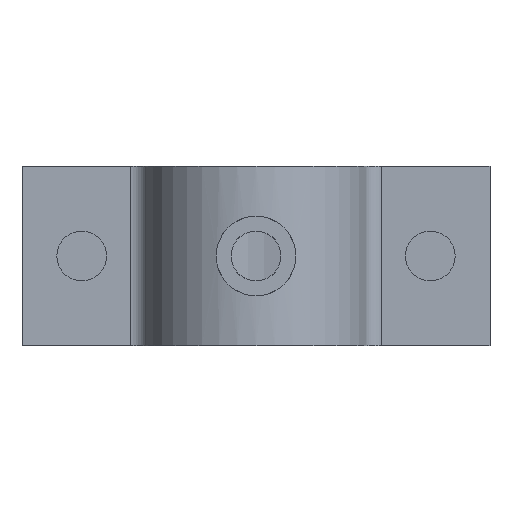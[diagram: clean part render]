
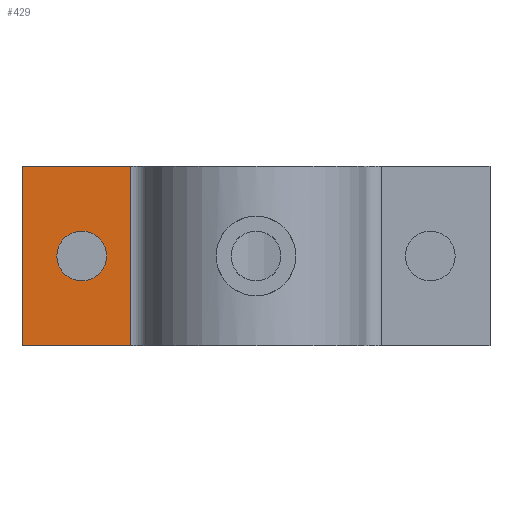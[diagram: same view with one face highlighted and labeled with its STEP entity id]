
A CAD part, front view. The second image highlights one B-rep face of the part: STEP entity #429.
In plain terms, the highlighted planar face has unit normal (0, -1, 0).
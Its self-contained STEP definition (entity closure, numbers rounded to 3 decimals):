
#70 = VERTEX_POINT ( 'NONE', #1111 ) ;
#85 = VERTEX_POINT ( 'NONE', #2194 ) ;
#243 = ORIENTED_EDGE ( 'NONE', *, *, #2097, .F. ) ;
#259 = EDGE_CURVE ( 'NONE', #2041, #85, #2438, .T. ) ;
#320 = AXIS2_PLACEMENT_3D ( 'NONE', #758, #1214, #2740 ) ;
#370 = DIRECTION ( 'NONE',  ( -1., 0., 0. ) ) ;
#429 = ADVANCED_FACE ( 'NONE', ( #598 ), #2522, .T. ) ;
#503 = ORIENTED_EDGE ( 'NONE', *, *, #1152, .T. ) ;
#598 = FACE_OUTER_BOUND ( 'NONE', #1054, .T. ) ;
#610 = DIRECTION ( 'NONE',  ( 0., 0., -1. ) ) ;
#630 = CARTESIAN_POINT ( 'NONE',  ( -12.649, -1.25, 9. ) ) ;
#758 = CARTESIAN_POINT ( 'NONE',  ( -12.649, -1.25, 9. ) ) ;
#850 = VERTEX_POINT ( 'NONE', #2035 ) ;
#909 = VECTOR ( 'NONE', #2126, 1000. ) ;
#1020 = LINE ( 'NONE', #1739, #2701 ) ;
#1054 = EDGE_LOOP ( 'NONE', ( #243, #1913, #1681, #503 ) ) ;
#1111 = CARTESIAN_POINT ( 'NONE',  ( -23.5, -1.25, -9. ) ) ;
#1152 = EDGE_CURVE ( 'NONE', #850, #70, #1020, .T. ) ;
#1214 = DIRECTION ( 'NONE',  ( 0., -1., 0. ) ) ;
#1681 = ORIENTED_EDGE ( 'NONE', *, *, #2569, .T. ) ;
#1739 = CARTESIAN_POINT ( 'NONE',  ( -23.5, -1.25, 9. ) ) ;
#1852 = VECTOR ( 'NONE', #2696, 1000. ) ;
#1913 = ORIENTED_EDGE ( 'NONE', *, *, #259, .F. ) ;
#2035 = CARTESIAN_POINT ( 'NONE',  ( -23.5, -1.25, 9. ) ) ;
#2041 = VERTEX_POINT ( 'NONE', #630 ) ;
#2077 = LINE ( 'NONE', #2353, #909 ) ;
#2097 = EDGE_CURVE ( 'NONE', #85, #70, #2289, .T. ) ;
#2126 = DIRECTION ( 'NONE',  ( -1., 0., 0. ) ) ;
#2194 = CARTESIAN_POINT ( 'NONE',  ( -12.649, -1.25, -9. ) ) ;
#2289 = LINE ( 'NONE', #2873, #2794 ) ;
#2353 = CARTESIAN_POINT ( 'NONE',  ( -12.649, -1.25, 9. ) ) ;
#2438 = LINE ( 'NONE', #2487, #1852 ) ;
#2487 = CARTESIAN_POINT ( 'NONE',  ( -12.649, -1.25, 9. ) ) ;
#2522 = PLANE ( 'NONE',  #320 ) ;
#2569 = EDGE_CURVE ( 'NONE', #2041, #850, #2077, .T. ) ;
#2696 = DIRECTION ( 'NONE',  ( 0., 0., -1. ) ) ;
#2701 = VECTOR ( 'NONE', #610, 1000. ) ;
#2740 = DIRECTION ( 'NONE',  ( 1., 0., 0. ) ) ;
#2794 = VECTOR ( 'NONE', #370, 1000. ) ;
#2873 = CARTESIAN_POINT ( 'NONE',  ( -12.649, -1.25, -9. ) ) ;
